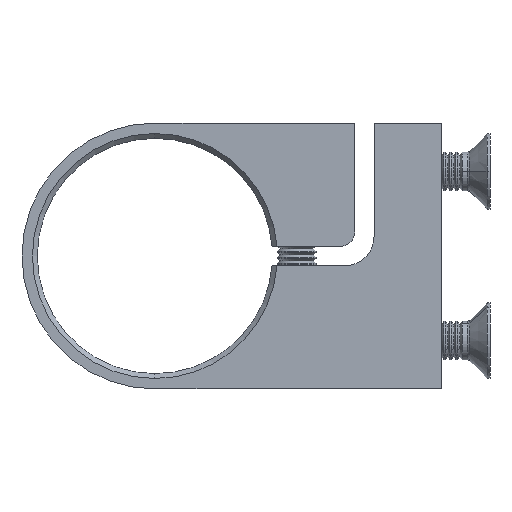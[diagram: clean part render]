
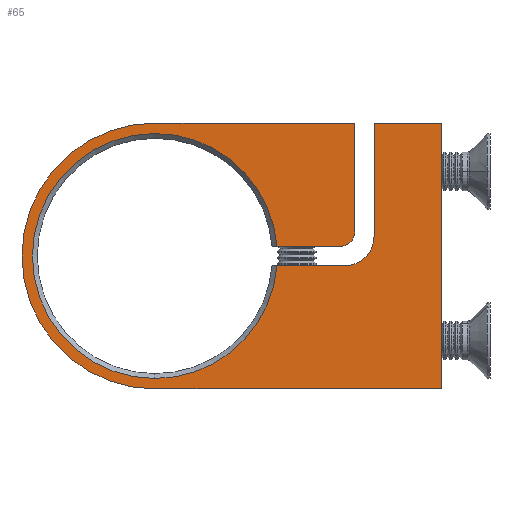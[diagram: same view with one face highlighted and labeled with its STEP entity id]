
A CAD part, left-side view. The second image highlights one B-rep face of the part: STEP entity #65.
In plain terms, the highlighted planar face has unit normal (-1, 0, 0).
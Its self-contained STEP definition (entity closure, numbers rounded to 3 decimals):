
#49 = CARTESIAN_POINT ( 'NONE',  ( -8., 59.35, 0. ) ) ;
#65 = ADVANCED_FACE ( 'NONE', ( #7023 ), #4076, .F. ) ;
#83 = VERTEX_POINT ( 'NONE', #8804 ) ;
#173 = DIRECTION ( 'NONE',  ( 0., -1., 0. ) ) ;
#250 = VERTEX_POINT ( 'NONE', #9468 ) ;
#265 = ORIENTED_EDGE ( 'NONE', *, *, #5085, .F. ) ;
#901 = DIRECTION ( 'NONE',  ( 0., 0., 1. ) ) ;
#1208 = CARTESIAN_POINT ( 'NONE',  ( -8., 20., -2. ) ) ;
#1251 = EDGE_CURVE ( 'NONE', #2605, #4303, #14237, .T. ) ;
#1457 = VECTOR ( 'NONE', #14888, 1000. ) ;
#1749 = VERTEX_POINT ( 'NONE', #14176 ) ;
#1918 = LINE ( 'NONE', #12729, #18503 ) ;
#2465 = EDGE_CURVE ( 'NONE', #10736, #83, #3805, .T. ) ;
#2605 = VERTEX_POINT ( 'NONE', #19619 ) ;
#2919 = EDGE_CURVE ( 'NONE', #18390, #16376, #19860, .T. ) ;
#3127 = EDGE_LOOP ( 'NONE', ( #11076, #3435, #11465, #9258, #13733, #7846, #20957, #17471, #6412, #18935, #3655, #265, #14265, #19361 ) ) ;
#3429 = DIRECTION ( 'NONE',  ( 0., 0., 1. ) ) ;
#3435 = ORIENTED_EDGE ( 'NONE', *, *, #13267, .T. ) ;
#3438 = CARTESIAN_POINT ( 'NONE',  ( -8., 14., 27.5 ) ) ;
#3569 = CARTESIAN_POINT ( 'NONE',  ( -8., 59.35, 27.5 ) ) ;
#3655 = ORIENTED_EDGE ( 'NONE', *, *, #13026, .F. ) ;
#3720 = CIRCLE ( 'NONE', #20850, 27.5 ) ;
#3805 = LINE ( 'NONE', #10635, #13163 ) ;
#4076 = PLANE ( 'NONE',  #7153 ) ;
#4223 = CARTESIAN_POINT ( 'NONE',  ( -8., 59.35, 0. ) ) ;
#4303 = VERTEX_POINT ( 'NONE', #19223 ) ;
#4359 = VECTOR ( 'NONE', #9721, 1000. ) ;
#4994 = CARTESIAN_POINT ( 'NONE',  ( -8., 14., 27.5 ) ) ;
#5085 = EDGE_CURVE ( 'NONE', #17479, #1749, #1918, .T. ) ;
#5223 = CARTESIAN_POINT ( 'NONE',  ( -8., 34.079, -2. ) ) ;
#5297 = DIRECTION ( 'NONE',  ( 1., 0., 0. ) ) ;
#5876 = EDGE_CURVE ( 'NONE', #20813, #13999, #18222, .T. ) ;
#6321 = EDGE_CURVE ( 'NONE', #17479, #250, #14126, .T. ) ;
#6412 = ORIENTED_EDGE ( 'NONE', *, *, #18452, .F. ) ;
#6581 = CARTESIAN_POINT ( 'NONE',  ( -8., 35.082, 2. ) ) ;
#6745 = DIRECTION ( 'NONE',  ( 1., 0., 0. ) ) ;
#7023 = FACE_OUTER_BOUND ( 'NONE', #3127, .T. ) ;
#7153 = AXIS2_PLACEMENT_3D ( 'NONE', #7224, #18996, #10777 ) ;
#7219 = DIRECTION ( 'NONE',  ( 0., -1., 0. ) ) ;
#7224 = CARTESIAN_POINT ( 'NONE',  ( -8., 59.35, 0. ) ) ;
#7756 = LINE ( 'NONE', #14575, #4359 ) ;
#7846 = ORIENTED_EDGE ( 'NONE', *, *, #18180, .T. ) ;
#8529 = AXIS2_PLACEMENT_3D ( 'NONE', #13577, #5297, #8634 ) ;
#8634 = DIRECTION ( 'NONE',  ( 0., 0., -1. ) ) ;
#8804 = CARTESIAN_POINT ( 'NONE',  ( -8., 18., 27.5 ) ) ;
#9194 = DIRECTION ( 'NONE',  ( 0., 0., -1. ) ) ;
#9258 = ORIENTED_EDGE ( 'NONE', *, *, #18732, .T. ) ;
#9468 = CARTESIAN_POINT ( 'NONE',  ( -8., 14., 4. ) ) ;
#9627 = DIRECTION ( 'NONE',  ( 0., -1., 0. ) ) ;
#9721 = DIRECTION ( 'NONE',  ( 0., 0., -1. ) ) ;
#9828 = VECTOR ( 'NONE', #173, 1000. ) ;
#9849 = CIRCLE ( 'NONE', #13486, 25.35 ) ;
#9957 = VECTOR ( 'NONE', #13247, 1000. ) ;
#9974 = VERTEX_POINT ( 'NONE', #19001 ) ;
#10062 = AXIS2_PLACEMENT_3D ( 'NONE', #49, #6745, #15168 ) ;
#10438 = EDGE_CURVE ( 'NONE', #9974, #83, #13266, .T. ) ;
#10443 = VECTOR ( 'NONE', #901, 1000. ) ;
#10635 = CARTESIAN_POINT ( 'NONE',  ( -8., 59.35, 27.5 ) ) ;
#10660 = CARTESIAN_POINT ( 'NONE',  ( -8., 59.35, -25.35 ) ) ;
#10736 = VERTEX_POINT ( 'NONE', #3569 ) ;
#10777 = DIRECTION ( 'NONE',  ( 0., 0., -1. ) ) ;
#10871 = CARTESIAN_POINT ( 'NONE',  ( -8., 18., 5. ) ) ;
#10927 = DIRECTION ( 'NONE',  ( 1., 0., 0. ) ) ;
#11076 = ORIENTED_EDGE ( 'NONE', *, *, #17807, .T. ) ;
#11465 = ORIENTED_EDGE ( 'NONE', *, *, #5876, .T. ) ;
#11773 = CARTESIAN_POINT ( 'NONE',  ( -8., 20., -2. ) ) ;
#12694 = AXIS2_PLACEMENT_3D ( 'NONE', #14844, #16554, #3429 ) ;
#12729 = CARTESIAN_POINT ( 'NONE',  ( -8., 59.35, 27.5 ) ) ;
#13026 = EDGE_CURVE ( 'NONE', #1749, #18390, #7756, .T. ) ;
#13163 = VECTOR ( 'NONE', #7219, 1000. ) ;
#13247 = DIRECTION ( 'NONE',  ( 0., 0., -1. ) ) ;
#13266 = LINE ( 'NONE', #10871, #10443 ) ;
#13267 = EDGE_CURVE ( 'NONE', #17672, #20813, #9849, .T. ) ;
#13486 = AXIS2_PLACEMENT_3D ( 'NONE', #18752, #13798, #20429 ) ;
#13577 = CARTESIAN_POINT ( 'NONE',  ( -8., 59.35, 0. ) ) ;
#13586 = CIRCLE ( 'NONE', #8529, 25.35 ) ;
#13733 = ORIENTED_EDGE ( 'NONE', *, *, #1251, .T. ) ;
#13798 = DIRECTION ( 'NONE',  ( 1., 0., 0. ) ) ;
#13896 = CARTESIAN_POINT ( 'NONE',  ( -8., 0., -27.5 ) ) ;
#13999 = VERTEX_POINT ( 'NONE', #15485 ) ;
#14126 = LINE ( 'NONE', #3438, #9957 ) ;
#14176 = CARTESIAN_POINT ( 'NONE',  ( -8., 0., 27.5 ) ) ;
#14237 = LINE ( 'NONE', #6581, #9828 ) ;
#14265 = ORIENTED_EDGE ( 'NONE', *, *, #6321, .T. ) ;
#14575 = CARTESIAN_POINT ( 'NONE',  ( -8., 0., 27.5 ) ) ;
#14766 = AXIS2_PLACEMENT_3D ( 'NONE', #19508, #19444, #9194 ) ;
#14830 = DIRECTION ( 'NONE',  ( 0., 1., 0. ) ) ;
#14844 = CARTESIAN_POINT ( 'NONE',  ( -8., 21., 5. ) ) ;
#14888 = DIRECTION ( 'NONE',  ( 0., 1., 0. ) ) ;
#14916 = VECTOR ( 'NONE', #14830, 1000. ) ;
#14935 = CIRCLE ( 'NONE', #14766, 6. ) ;
#15039 = CARTESIAN_POINT ( 'NONE',  ( -8., 0., -27.5 ) ) ;
#15168 = DIRECTION ( 'NONE',  ( 0., 0., -1. ) ) ;
#15485 = CARTESIAN_POINT ( 'NONE',  ( -8., 59.35, 25.35 ) ) ;
#15839 = DIRECTION ( 'NONE',  ( 0., 0., -1. ) ) ;
#16376 = VERTEX_POINT ( 'NONE', #18395 ) ;
#16554 = DIRECTION ( 'NONE',  ( -1., 0., 0. ) ) ;
#16681 = CIRCLE ( 'NONE', #12694, 3. ) ;
#16998 = EDGE_CURVE ( 'NONE', #250, #20507, #14935, .T. ) ;
#17471 = ORIENTED_EDGE ( 'NONE', *, *, #2465, .F. ) ;
#17479 = VERTEX_POINT ( 'NONE', #4994 ) ;
#17672 = VERTEX_POINT ( 'NONE', #5223 ) ;
#17807 = EDGE_CURVE ( 'NONE', #20507, #17672, #19285, .T. ) ;
#18180 = EDGE_CURVE ( 'NONE', #4303, #9974, #16681, .T. ) ;
#18222 = CIRCLE ( 'NONE', #10062, 25.35 ) ;
#18390 = VERTEX_POINT ( 'NONE', #13896 ) ;
#18395 = CARTESIAN_POINT ( 'NONE',  ( -8., 59.35, -27.5 ) ) ;
#18452 = EDGE_CURVE ( 'NONE', #16376, #10736, #3720, .T. ) ;
#18503 = VECTOR ( 'NONE', #9627, 1000. ) ;
#18732 = EDGE_CURVE ( 'NONE', #13999, #2605, #13586, .T. ) ;
#18752 = CARTESIAN_POINT ( 'NONE',  ( -8., 59.35, 0. ) ) ;
#18935 = ORIENTED_EDGE ( 'NONE', *, *, #2919, .F. ) ;
#18996 = DIRECTION ( 'NONE',  ( 1., 0., 0. ) ) ;
#19001 = CARTESIAN_POINT ( 'NONE',  ( -8., 18., 5. ) ) ;
#19223 = CARTESIAN_POINT ( 'NONE',  ( -8., 21., 2. ) ) ;
#19285 = LINE ( 'NONE', #11773, #14916 ) ;
#19361 = ORIENTED_EDGE ( 'NONE', *, *, #16998, .T. ) ;
#19444 = DIRECTION ( 'NONE',  ( 1., 0., 0. ) ) ;
#19508 = CARTESIAN_POINT ( 'NONE',  ( -8., 20., 4. ) ) ;
#19619 = CARTESIAN_POINT ( 'NONE',  ( -8., 34.079, 2. ) ) ;
#19860 = LINE ( 'NONE', #15039, #1457 ) ;
#20429 = DIRECTION ( 'NONE',  ( 0., 0., -1. ) ) ;
#20507 = VERTEX_POINT ( 'NONE', #1208 ) ;
#20813 = VERTEX_POINT ( 'NONE', #10660 ) ;
#20850 = AXIS2_PLACEMENT_3D ( 'NONE', #4223, #10927, #15839 ) ;
#20957 = ORIENTED_EDGE ( 'NONE', *, *, #10438, .T. ) ;
